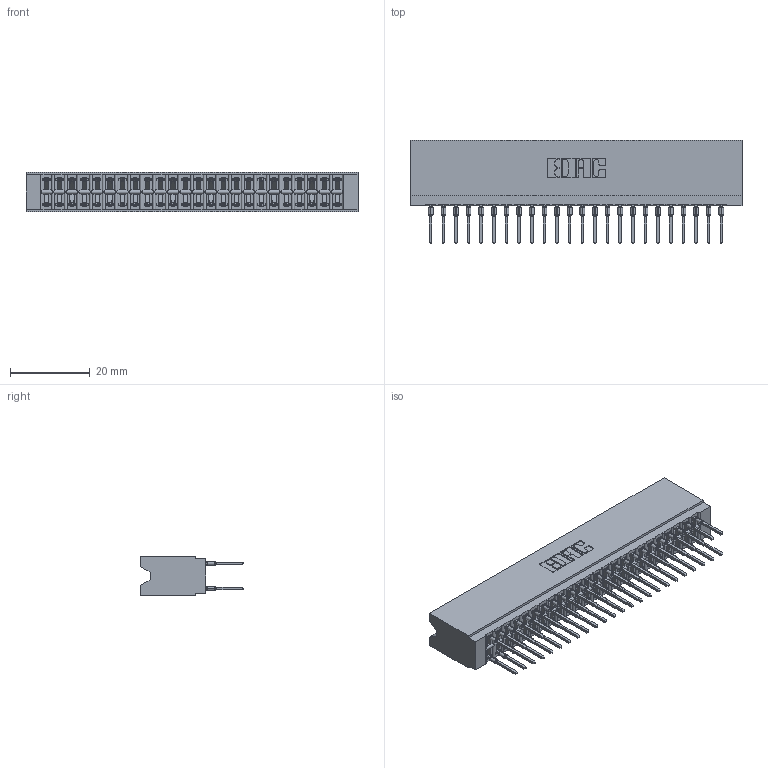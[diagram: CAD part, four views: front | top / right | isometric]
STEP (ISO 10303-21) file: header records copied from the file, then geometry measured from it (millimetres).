
FILE_DESCRIPTION (( 'STEP AP203' ), '1' );
FILE_NAME ('746-048-527-206.STEP', '2026-02-27T15:27:31', ( '' ), ( '' ), 'SwSTEP 2.0', 'SolidWorks 2023', '' );
FILE_SCHEMA (( 'CONFIG_CONTROL_DESIGN' ));
Length unit declared in the file: millimetre
Products named in the file (3): 746-292-001_527; 746 Part_.515 Slot Depth - 06; 746-048-527-206
Assembly tree (49 placements, depth 2):
  746-048-527-206
    746 Part_.515 Slot Depth - 06
    746-292-001_527  x48
Bounding box: 83.44 x 25.9 x 9.91 mm (x, y, z)
Volume: 9113 mm3; surface area: 14669.3 mm2
Topology: 49 solids, 49 shells, 4394 faces, 12073 edges, 7687 vertices
Faces by surface type: plane 2264, bspline 960, cylinder 882, torus 288
Entity records: 39593 total; most frequent: CARTESIAN_POINT 8028, ORIENTED_EDGE 6756, DIRECTION 5672, EDGE_CURVE 3378, LINE 2954, VECTOR 2954, VERTEX_POINT 2235, AXIS2_PLACEMENT_3D 1359
